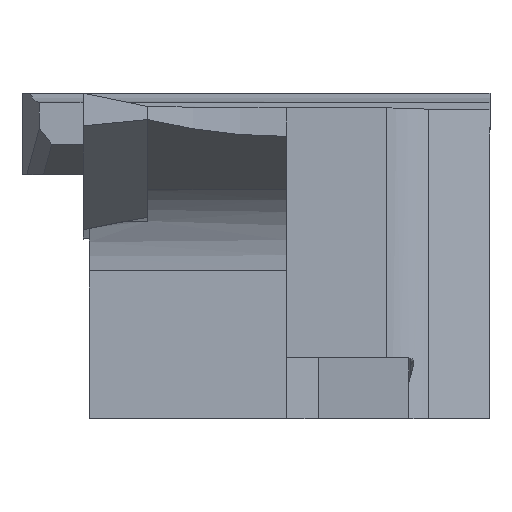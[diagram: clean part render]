
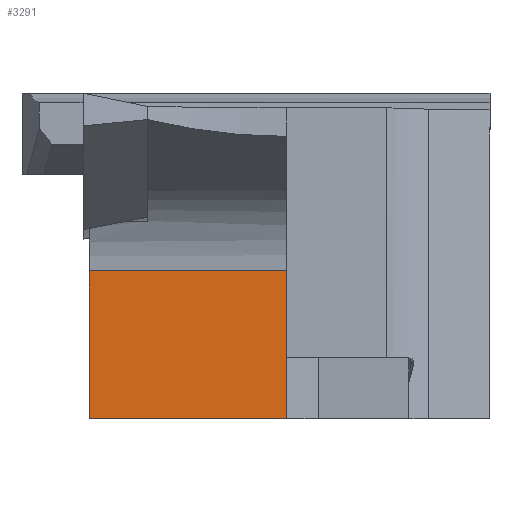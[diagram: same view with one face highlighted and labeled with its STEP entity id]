
A CAD part, left-side view. The second image highlights one B-rep face of the part: STEP entity #3291.
In plain terms, the highlighted planar face has unit normal (-1, 0, 0).
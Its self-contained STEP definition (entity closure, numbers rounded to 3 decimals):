
#195 = LINE ( 'NONE', #1347, #3020 ) ;
#291 = PLANE ( 'NONE',  #1336 ) ;
#362 = VERTEX_POINT ( 'NONE', #1979 ) ;
#424 = DIRECTION ( 'NONE',  ( 0., 1., 0. ) ) ;
#586 = VERTEX_POINT ( 'NONE', #1768 ) ;
#708 = CARTESIAN_POINT ( 'NONE',  ( -118.023, 8.2, -8. ) ) ;
#1050 = CARTESIAN_POINT ( 'NONE',  ( -118.023, -1.5, -48.728 ) ) ;
#1112 = CARTESIAN_POINT ( 'NONE',  ( -118.023, 0., -8. ) ) ;
#1203 = VECTOR ( 'NONE', #2609, 1000. ) ;
#1219 = DIRECTION ( 'NONE',  ( 0., 0., 1. ) ) ;
#1268 = ORIENTED_EDGE ( 'NONE', *, *, #3370, .T. ) ;
#1279 = EDGE_CURVE ( 'NONE', #2349, #2064, #2546, .T. ) ;
#1336 = AXIS2_PLACEMENT_3D ( 'NONE', #1508, #1780, #3614 ) ;
#1347 = CARTESIAN_POINT ( 'NONE',  ( -118.023, -161.246, -0.732 ) ) ;
#1508 = CARTESIAN_POINT ( 'NONE',  ( -118.023, -161.246, -48.728 ) ) ;
#1581 = LINE ( 'NONE', #1050, #2046 ) ;
#1768 = CARTESIAN_POINT ( 'NONE',  ( -118.023, -1.5, -8. ) ) ;
#1780 = DIRECTION ( 'NONE',  ( 1., 0., 0. ) ) ;
#1793 = EDGE_CURVE ( 'NONE', #586, #362, #1581, .T. ) ;
#1822 = LINE ( 'NONE', #1112, #3125 ) ;
#1948 = EDGE_LOOP ( 'NONE', ( #1268, #2037, #2619, #2760 ) ) ;
#1979 = CARTESIAN_POINT ( 'NONE',  ( -118.023, -1.5, -0.732 ) ) ;
#2037 = ORIENTED_EDGE ( 'NONE', *, *, #1279, .T. ) ;
#2046 = VECTOR ( 'NONE', #1219, 1000. ) ;
#2064 = VERTEX_POINT ( 'NONE', #708 ) ;
#2254 = CARTESIAN_POINT ( 'NONE',  ( -118.023, 8.2, -48.728 ) ) ;
#2277 = CARTESIAN_POINT ( 'NONE',  ( -118.023, 8.2, -0.732 ) ) ;
#2349 = VERTEX_POINT ( 'NONE', #2277 ) ;
#2546 = LINE ( 'NONE', #2254, #1203 ) ;
#2609 = DIRECTION ( 'NONE',  ( 0., 0., -1. ) ) ;
#2619 = ORIENTED_EDGE ( 'NONE', *, *, #3520, .F. ) ;
#2760 = ORIENTED_EDGE ( 'NONE', *, *, #1793, .T. ) ;
#2990 = FACE_OUTER_BOUND ( 'NONE', #1948, .T. ) ;
#3020 = VECTOR ( 'NONE', #424, 1000. ) ;
#3125 = VECTOR ( 'NONE', #3510, 1000. ) ;
#3291 = ADVANCED_FACE ( 'NONE', ( #2990 ), #291, .F. ) ;
#3370 = EDGE_CURVE ( 'NONE', #362, #2349, #195, .T. ) ;
#3510 = DIRECTION ( 'NONE',  ( 0., 1., 0. ) ) ;
#3520 = EDGE_CURVE ( 'NONE', #586, #2064, #1822, .T. ) ;
#3614 = DIRECTION ( 'NONE',  ( 0., 0., -1. ) ) ;
